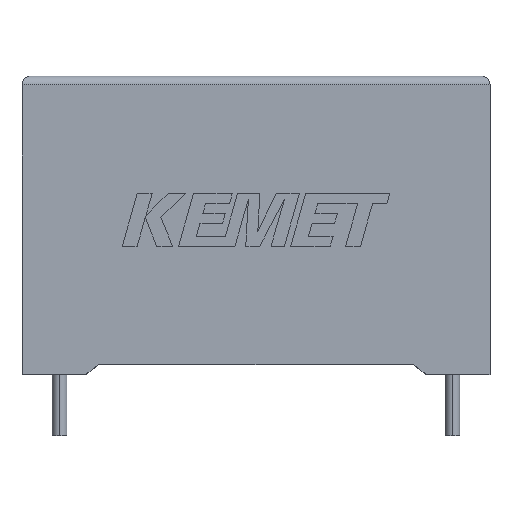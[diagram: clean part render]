
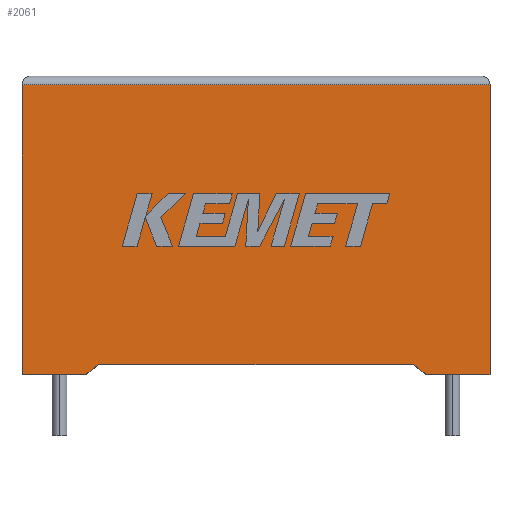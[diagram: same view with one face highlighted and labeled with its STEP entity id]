
A CAD part, top view. The second image highlights one B-rep face of the part: STEP entity #2061.
In plain terms, the highlighted planar face has unit normal (0, 0, 1).
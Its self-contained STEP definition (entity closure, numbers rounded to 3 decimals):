
#69 = EDGE_CURVE ( 'NONE', #583, #2142, #960, .T. ) ;
#108 = DIRECTION ( 'NONE',  ( 0., 1., 0. ) ) ;
#139 = CARTESIAN_POINT ( 'NONE',  ( 0., 0., 8.7 ) ) ;
#149 = VERTEX_POINT ( 'NONE', #749 ) ;
#205 = ORIENTED_EDGE ( 'NONE', *, *, #1443, .T. ) ;
#207 = EDGE_CURVE ( 'NONE', #3015, #583, #2219, .T. ) ;
#210 = DIRECTION ( 'NONE',  ( -1., 0., 0. ) ) ;
#253 = DIRECTION ( 'NONE',  ( -1., 0., 0. ) ) ;
#309 = CARTESIAN_POINT ( 'NONE',  ( 23.15, 0., 8.7 ) ) ;
#320 = CARTESIAN_POINT ( 'NONE',  ( 0., 0., 8.7 ) ) ;
#342 = CARTESIAN_POINT ( 'NONE',  ( 13.4, 0.59, 8.7 ) ) ;
#403 = DIRECTION ( 'NONE',  ( 1., 0., 0. ) ) ;
#470 = VECTOR ( 'NONE', #1011, 1000. ) ;
#486 = PLANE ( 'NONE',  #1370 ) ;
#522 = EDGE_CURVE ( 'NONE', #1160, #679, #1146, .T. ) ;
#535 = LINE ( 'NONE', #738, #470 ) ;
#549 = ORIENTED_EDGE ( 'NONE', *, *, #2178, .T. ) ;
#582 = VERTEX_POINT ( 'NONE', #309 ) ;
#583 = VERTEX_POINT ( 'NONE', #1040 ) ;
#610 = EDGE_LOOP ( 'NONE', ( #739, #1832, #1280, #2745, #1059, #2285, #549, #205 ) ) ;
#629 = CARTESIAN_POINT ( 'NONE',  ( 4.394, 0.59, 8.7 ) ) ;
#679 = VERTEX_POINT ( 'NONE', #629 ) ;
#738 = CARTESIAN_POINT ( 'NONE',  ( 23.15, 0., 8.7 ) ) ;
#739 = ORIENTED_EDGE ( 'NONE', *, *, #207, .T. ) ;
#749 = CARTESIAN_POINT ( 'NONE',  ( 3.65, 0., 8.7 ) ) ;
#756 = CARTESIAN_POINT ( 'NONE',  ( 22.406, 0.59, 8.7 ) ) ;
#960 = LINE ( 'NONE', #1186, #2694 ) ;
#1011 = DIRECTION ( 'NONE',  ( 0.784, -0.621, 0. ) ) ;
#1040 = CARTESIAN_POINT ( 'NONE',  ( 26.8, 16.6, 8.7 ) ) ;
#1059 = ORIENTED_EDGE ( 'NONE', *, *, #2975, .F. ) ;
#1133 = CARTESIAN_POINT ( 'NONE',  ( 26.8, 0., 8.7 ) ) ;
#1146 = LINE ( 'NONE', #342, #1770 ) ;
#1160 = VERTEX_POINT ( 'NONE', #756 ) ;
#1186 = CARTESIAN_POINT ( 'NONE',  ( 0., 16.6, 8.7 ) ) ;
#1280 = ORIENTED_EDGE ( 'NONE', *, *, #2213, .T. ) ;
#1292 = VERTEX_POINT ( 'NONE', #139 ) ;
#1317 = VECTOR ( 'NONE', #403, 1000. ) ;
#1370 = AXIS2_PLACEMENT_3D ( 'NONE', #2328, #1650, #210 ) ;
#1372 = CARTESIAN_POINT ( 'NONE',  ( 3.65, 0., 8.7 ) ) ;
#1383 = FACE_OUTER_BOUND ( 'NONE', #610, .T. ) ;
#1392 = LINE ( 'NONE', #1372, #2910 ) ;
#1443 = EDGE_CURVE ( 'NONE', #582, #3015, #2626, .T. ) ;
#1650 = DIRECTION ( 'NONE',  ( 0., 0., -1. ) ) ;
#1770 = VECTOR ( 'NONE', #2413, 1000. ) ;
#1832 = ORIENTED_EDGE ( 'NONE', *, *, #69, .T. ) ;
#2061 = ADVANCED_FACE ( 'NONE', ( #1383 ), #486, .F. ) ;
#2104 = VECTOR ( 'NONE', #108, 1000. ) ;
#2142 = VERTEX_POINT ( 'NONE', #3057 ) ;
#2178 = EDGE_CURVE ( 'NONE', #1160, #582, #535, .T. ) ;
#2191 = CARTESIAN_POINT ( 'NONE',  ( 26.8, 0., 8.7 ) ) ;
#2213 = EDGE_CURVE ( 'NONE', #2142, #1292, #2447, .T. ) ;
#2219 = LINE ( 'NONE', #2191, #2104 ) ;
#2285 = ORIENTED_EDGE ( 'NONE', *, *, #522, .F. ) ;
#2289 = CARTESIAN_POINT ( 'NONE',  ( 0., 0., 8.7 ) ) ;
#2321 = DIRECTION ( 'NONE',  ( -0.784, -0.621, 0. ) ) ;
#2323 = EDGE_CURVE ( 'NONE', #1292, #149, #2534, .T. ) ;
#2328 = CARTESIAN_POINT ( 'NONE',  ( 0., 0., 8.7 ) ) ;
#2413 = DIRECTION ( 'NONE',  ( -1., 0., 0. ) ) ;
#2447 = LINE ( 'NONE', #320, #2805 ) ;
#2505 = DIRECTION ( 'NONE',  ( 0., -1., 0. ) ) ;
#2534 = LINE ( 'NONE', #2289, #1317 ) ;
#2590 = DIRECTION ( 'NONE',  ( 1., 0., 0. ) ) ;
#2626 = LINE ( 'NONE', #2860, #3053 ) ;
#2694 = VECTOR ( 'NONE', #253, 1000. ) ;
#2745 = ORIENTED_EDGE ( 'NONE', *, *, #2323, .T. ) ;
#2805 = VECTOR ( 'NONE', #2505, 1000. ) ;
#2860 = CARTESIAN_POINT ( 'NONE',  ( 0., 0., 8.7 ) ) ;
#2910 = VECTOR ( 'NONE', #2321, 1000. ) ;
#2975 = EDGE_CURVE ( 'NONE', #679, #149, #1392, .T. ) ;
#3015 = VERTEX_POINT ( 'NONE', #1133 ) ;
#3053 = VECTOR ( 'NONE', #2590, 1000. ) ;
#3057 = CARTESIAN_POINT ( 'NONE',  ( 0., 16.6, 8.7 ) ) ;
